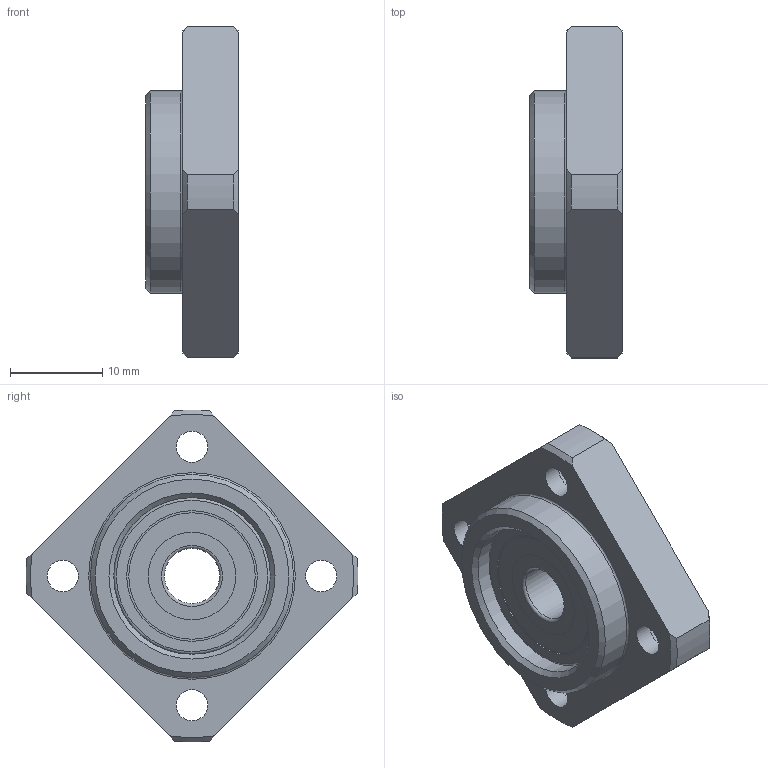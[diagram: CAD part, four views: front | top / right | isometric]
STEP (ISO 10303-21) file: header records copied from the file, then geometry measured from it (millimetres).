
FILE_DESCRIPTION( ( 'STEP AP203' ), ' ' );
FILE_NAME( 'FF_6.stp', '2018-02-07T17:17:03', ( '' ), ( '' ), ' ', 'PARTsolutions', ' ' );
FILE_SCHEMA( ( 'CONFIG_CONTROL_DESIGN' ) );
Length unit declared in the file: millimetre
Products named in the file (3): FF 6; _FF 6 Teil1; _FF 6 Teil2
Assembly tree (2 placements, depth 2):
  FF 6
    _FF 6 Teil1
    _FF 6 Teil2
Bounding box: 10 x 35.98 x 35.98 mm (x, y, z)
Volume: 4428.6 mm3; surface area: 3639.7 mm2
Topology: 2 solids, 2 shells, 57 faces, 120 edges, 78 vertices
Faces by surface type: cylinder 22, plane 19, cone 11, torus 5
Full cylindrical faces by diameter (mm): 3.4 x4, 6 x1, 6.5 x4, 9.5 x2, 13.7 x2, 14.15 x2, 17 x2, 22 x1
Entity records: 1546 total; most frequent: CARTESIAN_POINT 276, DIRECTION 256, ORIENTED_EDGE 184, AXIS2_PLACEMENT_3D 120, EDGE_LOOP 106, EDGE_CURVE 92, FACE_OUTER_BOUND 80, VERTEX_POINT 76
